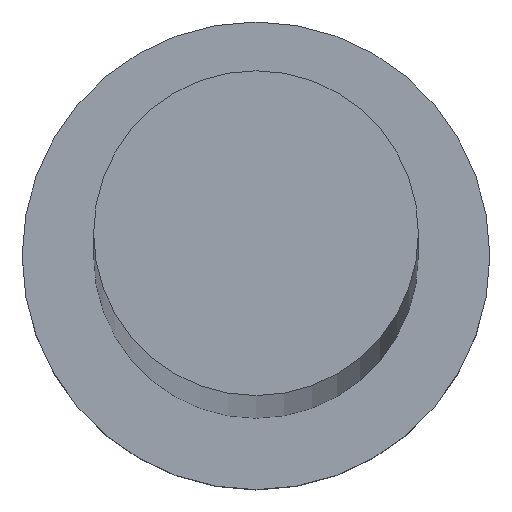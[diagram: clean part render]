
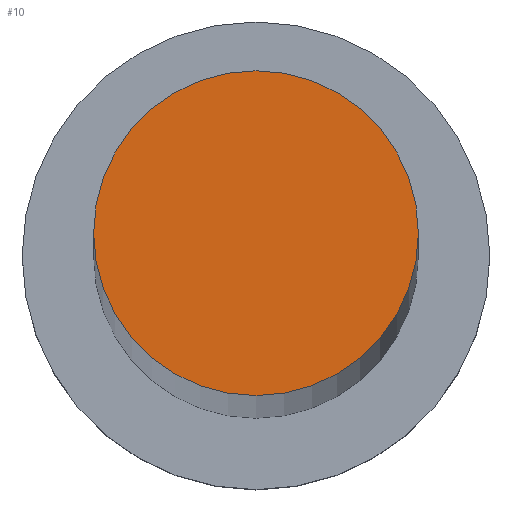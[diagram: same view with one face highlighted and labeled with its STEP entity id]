
A CAD part, top view. The second image highlights one B-rep face of the part: STEP entity #10.
In plain terms, the highlighted planar face has unit normal (0, 0, 1).
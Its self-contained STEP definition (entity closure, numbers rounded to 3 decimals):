
#10 = ADVANCED_FACE ( 'NONE', ( #120 ), #38, .T. ) ;
#19 = ORIENTED_EDGE ( 'NONE', *, *, #252, .T. ) ;
#38 = PLANE ( 'NONE',  #133 ) ;
#65 = CARTESIAN_POINT ( 'NONE',  ( 0., 0., 507. ) ) ;
#73 = EDGE_CURVE ( 'NONE', #161, #233, #201, .T. ) ;
#77 = ORIENTED_EDGE ( 'NONE', *, *, #73, .T. ) ;
#100 = AXIS2_PLACEMENT_3D ( 'NONE', #65, #145, #111 ) ;
#111 = DIRECTION ( 'NONE',  ( 1., 0., 0. ) ) ;
#120 = FACE_OUTER_BOUND ( 'NONE', #251, .T. ) ;
#121 = CARTESIAN_POINT ( 'NONE',  ( 0., 0., 507. ) ) ;
#132 = DIRECTION ( 'NONE',  ( 0., 0., 1. ) ) ;
#133 = AXIS2_PLACEMENT_3D ( 'NONE', #121, #194, #253 ) ;
#135 = DIRECTION ( 'NONE',  ( 1., 0., 0. ) ) ;
#145 = DIRECTION ( 'NONE',  ( 0., 0., 1. ) ) ;
#161 = VERTEX_POINT ( 'NONE', #186 ) ;
#180 = AXIS2_PLACEMENT_3D ( 'NONE', #244, #132, #135 ) ;
#186 = CARTESIAN_POINT ( 'NONE',  ( 6.25, 0., 507. ) ) ;
#194 = DIRECTION ( 'NONE',  ( 0., 0., 1. ) ) ;
#201 = CIRCLE ( 'NONE', #100, 6.25 ) ;
#206 = CARTESIAN_POINT ( 'NONE',  ( -6.25, 0., 507. ) ) ;
#233 = VERTEX_POINT ( 'NONE', #206 ) ;
#244 = CARTESIAN_POINT ( 'NONE',  ( 0., 0., 507. ) ) ;
#250 = CIRCLE ( 'NONE', #180, 6.25 ) ;
#251 = EDGE_LOOP ( 'NONE', ( #19, #77 ) ) ;
#252 = EDGE_CURVE ( 'NONE', #233, #161, #250, .T. ) ;
#253 = DIRECTION ( 'NONE',  ( 1., 0., 0. ) ) ;
